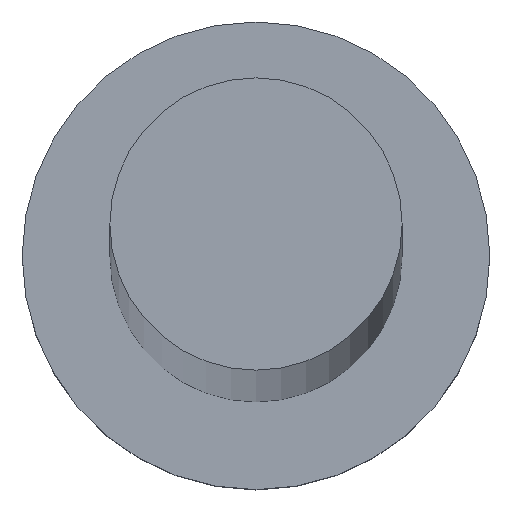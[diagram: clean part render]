
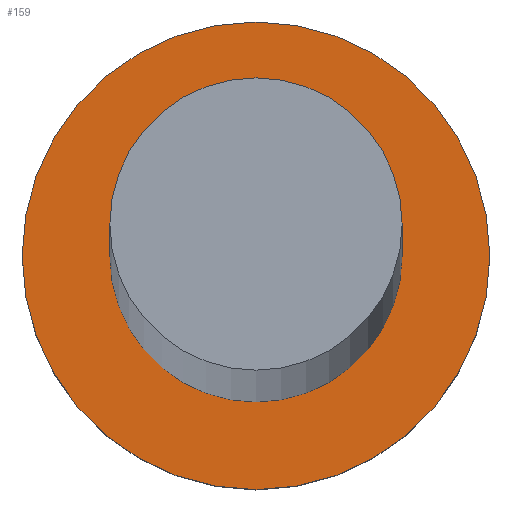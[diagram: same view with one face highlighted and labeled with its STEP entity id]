
A CAD part, top view. The second image highlights one B-rep face of the part: STEP entity #159.
In plain terms, the highlighted planar face has unit normal (0, 0, 1).
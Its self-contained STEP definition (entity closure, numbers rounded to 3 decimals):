
#18 = CIRCLE ( 'NONE', #222, 8. ) ;
#23 = ORIENTED_EDGE ( 'NONE', *, *, #78, .F. ) ;
#27 = EDGE_CURVE ( 'NONE', #74, #182, #18, .T. ) ;
#32 = CIRCLE ( 'NONE', #205, 5. ) ;
#45 = CIRCLE ( 'NONE', #206, 8. ) ;
#63 = CARTESIAN_POINT ( 'NONE',  ( 5., 0., 6.5 ) ) ;
#64 = DIRECTION ( 'NONE',  ( 1., 0., 0. ) ) ;
#74 = VERTEX_POINT ( 'NONE', #121 ) ;
#75 = DIRECTION ( 'NONE',  ( 0., 0., 1. ) ) ;
#78 = EDGE_CURVE ( 'NONE', #128, #202, #234, .T. ) ;
#80 = FACE_BOUND ( 'NONE', #244, .T. ) ;
#81 = DIRECTION ( 'NONE',  ( 1., 0., 0. ) ) ;
#82 = AXIS2_PLACEMENT_3D ( 'NONE', #233, #174, #81 ) ;
#91 = ORIENTED_EDGE ( 'NONE', *, *, #122, .F. ) ;
#99 = CARTESIAN_POINT ( 'NONE',  ( 0., 0., 6.5 ) ) ;
#110 = ORIENTED_EDGE ( 'NONE', *, *, #248, .T. ) ;
#113 = DIRECTION ( 'NONE',  ( 0., 0., 1. ) ) ;
#115 = CARTESIAN_POINT ( 'NONE',  ( -5., 0., 6.5 ) ) ;
#118 = DIRECTION ( 'NONE',  ( 1., 0., 0. ) ) ;
#121 = CARTESIAN_POINT ( 'NONE',  ( -8., 0., 6.5 ) ) ;
#122 = EDGE_CURVE ( 'NONE', #202, #128, #32, .T. ) ;
#128 = VERTEX_POINT ( 'NONE', #115 ) ;
#133 = DIRECTION ( 'NONE',  ( 0., 0., 1. ) ) ;
#139 = DIRECTION ( 'NONE',  ( 1., 0., 0. ) ) ;
#148 = CARTESIAN_POINT ( 'NONE',  ( 0., 0., 6.5 ) ) ;
#153 = PLANE ( 'NONE',  #82 ) ;
#159 = ADVANCED_FACE ( 'NONE', ( #80, #252 ), #153, .T. ) ;
#165 = ORIENTED_EDGE ( 'NONE', *, *, #27, .T. ) ;
#174 = DIRECTION ( 'NONE',  ( 0., 0., 1. ) ) ;
#176 = CARTESIAN_POINT ( 'NONE',  ( 8., 0., 6.5 ) ) ;
#177 = AXIS2_PLACEMENT_3D ( 'NONE', #207, #113, #118 ) ;
#182 = VERTEX_POINT ( 'NONE', #176 ) ;
#202 = VERTEX_POINT ( 'NONE', #63 ) ;
#205 = AXIS2_PLACEMENT_3D ( 'NONE', #99, #75, #253 ) ;
#206 = AXIS2_PLACEMENT_3D ( 'NONE', #216, #235, #64 ) ;
#207 = CARTESIAN_POINT ( 'NONE',  ( 0., 0., 6.5 ) ) ;
#216 = CARTESIAN_POINT ( 'NONE',  ( 0., 0., 6.5 ) ) ;
#220 = EDGE_LOOP ( 'NONE', ( #165, #110 ) ) ;
#222 = AXIS2_PLACEMENT_3D ( 'NONE', #148, #133, #139 ) ;
#233 = CARTESIAN_POINT ( 'NONE',  ( 0., 0., 6.5 ) ) ;
#234 = CIRCLE ( 'NONE', #177, 5. ) ;
#235 = DIRECTION ( 'NONE',  ( 0., 0., 1. ) ) ;
#244 = EDGE_LOOP ( 'NONE', ( #23, #91 ) ) ;
#248 = EDGE_CURVE ( 'NONE', #182, #74, #45, .T. ) ;
#252 = FACE_OUTER_BOUND ( 'NONE', #220, .T. ) ;
#253 = DIRECTION ( 'NONE',  ( 1., 0., 0. ) ) ;
